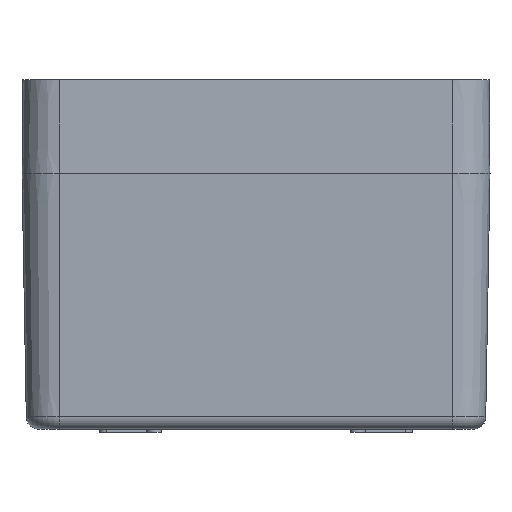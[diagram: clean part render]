
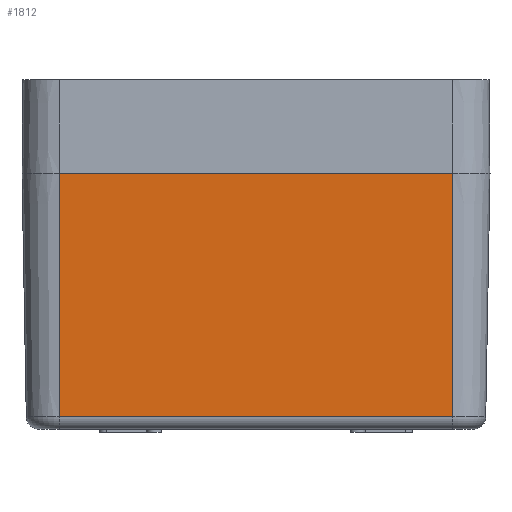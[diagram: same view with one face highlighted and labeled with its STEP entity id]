
A CAD part, left-side view. The second image highlights one B-rep face of the part: STEP entity #1812.
In plain terms, the highlighted planar face has unit normal (-1, 0, -0.018).
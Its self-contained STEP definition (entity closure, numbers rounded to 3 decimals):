
#1792=AXIS2_PLACEMENT_3D('Plane Axis2P3D',#1789,#1790,#1791) ;
#839=CARTESIAN_POINT('Vertex',(0.681,6.,2.465)) ;
#860=CARTESIAN_POINT('Line Origine',(0.681,37.5,2.465)) ;
#864=CARTESIAN_POINT('Vertex',(0.681,69.,2.465)) ;
#1773=CARTESIAN_POINT('Vertex',(0.,6.,41.5)) ;
#1776=CARTESIAN_POINT('Line Origine',(-8723.203,6.,499793.478)) ;
#1789=CARTESIAN_POINT('Axis2P3D Location',(0.,37.5,41.5)) ;
#1794=CARTESIAN_POINT('Line Origine',(0.,37.5,41.5)) ;
#1798=CARTESIAN_POINT('Vertex',(0.,69.,41.5)) ;
#1801=CARTESIAN_POINT('Line Origine',(0.341,69.,21.983)) ;
#861=DIRECTION('Vector Direction',(0.,1.,0.)) ;
#1777=DIRECTION('Vector Direction',(-0.017,0.,1.)) ;
#1790=DIRECTION('Axis2P3D Direction',(1.,-0.,0.017)) ;
#1791=DIRECTION('Axis2P3D XDirection',(0.,1.,0.)) ;
#1795=DIRECTION('Vector Direction',(0.,1.,0.)) ;
#1802=DIRECTION('Vector Direction',(-0.017,0.,1.)) ;
#862=VECTOR('Line Direction',#861,1.) ;
#1778=VECTOR('Line Direction',#1777,1.) ;
#1796=VECTOR('Line Direction',#1795,1.) ;
#1803=VECTOR('Line Direction',#1802,1.) ;
#1807=ORIENTED_EDGE('',*,*,#866,.F.) ;
#1808=ORIENTED_EDGE('',*,*,#1780,.F.) ;
#1809=ORIENTED_EDGE('',*,*,#1800,.F.) ;
#1810=ORIENTED_EDGE('',*,*,#1805,.T.) ;
#1812=ADVANCED_FACE('Hauptk\X2\00F6\X0\rper',(#1811),#1793,.F.) ;
#866=EDGE_CURVE('',#840,#865,#863,.T.) ;
#1780=EDGE_CURVE('',#1774,#840,#1779,.F.) ;
#1800=EDGE_CURVE('',#1799,#1774,#1797,.F.) ;
#1805=EDGE_CURVE('',#1799,#865,#1804,.F.) ;
#1806=EDGE_LOOP('',(#1807,#1808,#1809,#1810)) ;
#1811=FACE_OUTER_BOUND('',#1806,.T.) ;
#863=LINE('Line',#860,#862) ;
#1779=LINE('Line',#1776,#1778) ;
#1797=LINE('Line',#1794,#1796) ;
#1804=LINE('Line',#1801,#1803) ;
#1793=PLANE('',#1792) ;
#840=VERTEX_POINT('',#839) ;
#865=VERTEX_POINT('',#864) ;
#1774=VERTEX_POINT('',#1773) ;
#1799=VERTEX_POINT('',#1798) ;
